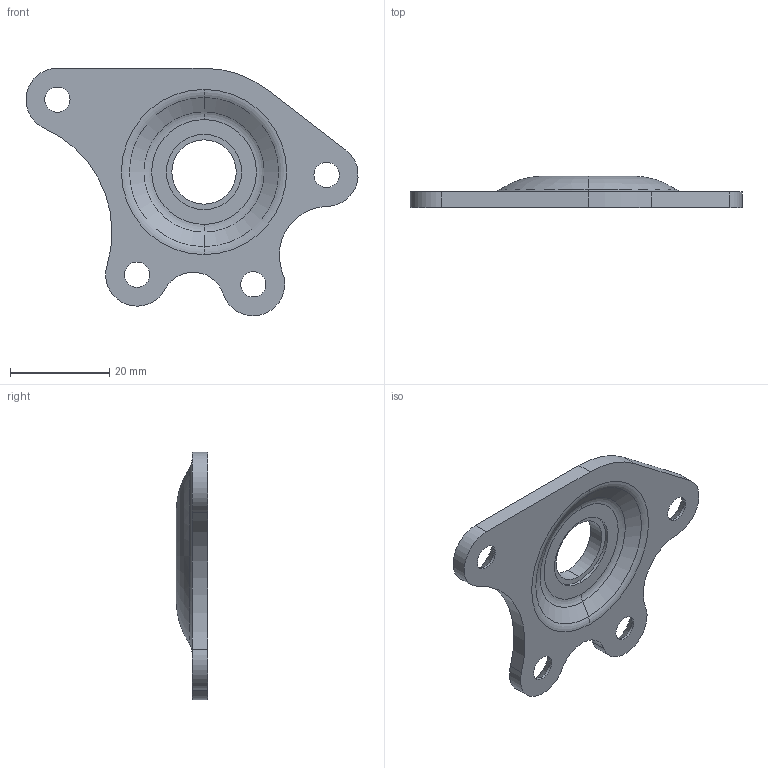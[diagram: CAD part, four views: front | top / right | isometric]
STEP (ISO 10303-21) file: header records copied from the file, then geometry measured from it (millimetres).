
FILE_DESCRIPTION (( 'STEP AP203' ), '1' );
FILE_NAME ('Weapon Motor Support Plate.STEP', '2023-12-17T00:06:07', ( '' ), ( '' ), 'SwSTEP 2.0', 'SolidWorks 2023', '' );
FILE_SCHEMA (( 'CONFIG_CONTROL_DESIGN' ));
Length unit declared in the file: inch
Products named in the file (1): Weapon Motor Support Plate
Bounding box: 67.05 x 6.35 x 49.99 mm (x, y, z)
Volume: 6466.6 mm3; surface area: 4785.8 mm2
Topology: 1 solids, 1 shells, 47 faces, 112 edges, 70 vertices
Faces by surface type: cylinder 22, cone 10, torus 8, plane 7
Entity records: 1487 total; most frequent: DIRECTION 282, CARTESIAN_POINT 230, ORIENTED_EDGE 224, AXIS2_PLACEMENT_3D 122, EDGE_CURVE 112, CIRCLE 74, VERTEX_POINT 70, EDGE_LOOP 60
